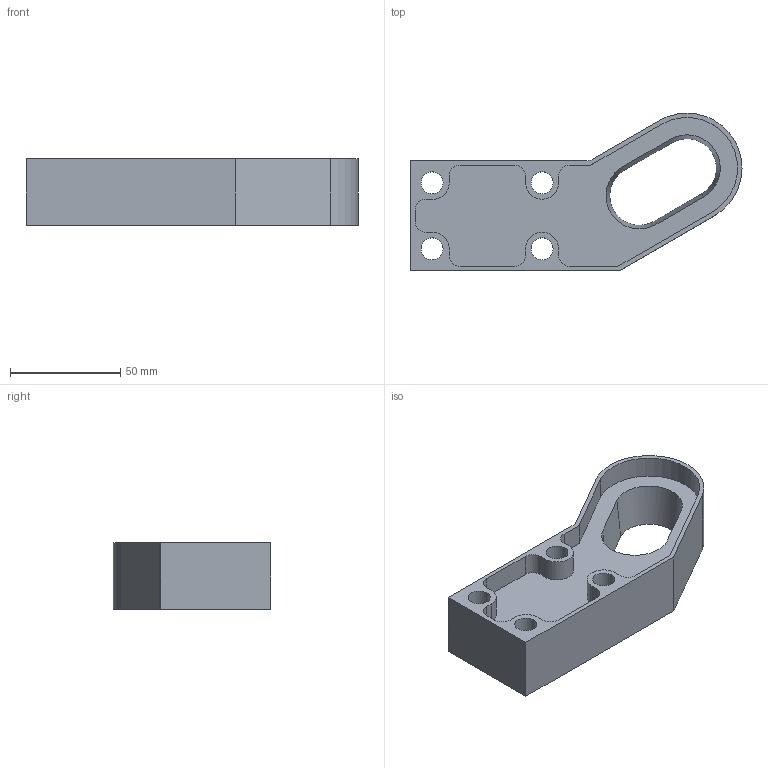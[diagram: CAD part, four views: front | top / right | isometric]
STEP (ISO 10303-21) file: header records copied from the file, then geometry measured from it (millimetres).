
FILE_DESCRIPTION((''),'2;1');
FILE_NAME('VALIDATIONS PROGRESSION FRAISAGE 2D 1er NIVEAU.stp','2021-09-10T14:33:48',(''),(''),'STEP Write','Mastercam 2021 ... CNC Software, Inc.','');
FILE_SCHEMA(('AUTOMOTIVE_DESIGN'));
Length unit declared in the file: millimetre
Products named in the file (1): None
Bounding box: 150.8 x 71.65 x 30 mm (x, y, z)
Volume: 131716.9 mm3; surface area: 34131.2 mm2
Topology: 1 solids, 1 shells, 46 faces, 129 edges, 86 vertices
Faces by surface type: plane 23, cylinder 19, bspline 4
Full cylindrical faces by diameter (mm): 10 x4
Entity records: 1640 total; most frequent: CARTESIAN_POINT 359, ORIENTED_EDGE 250, DIRECTION 243, EDGE_CURVE 125, VERTEX_POINT 86, AXIS2_PLACEMENT_3D 82, VECTOR 79, LINE 79
